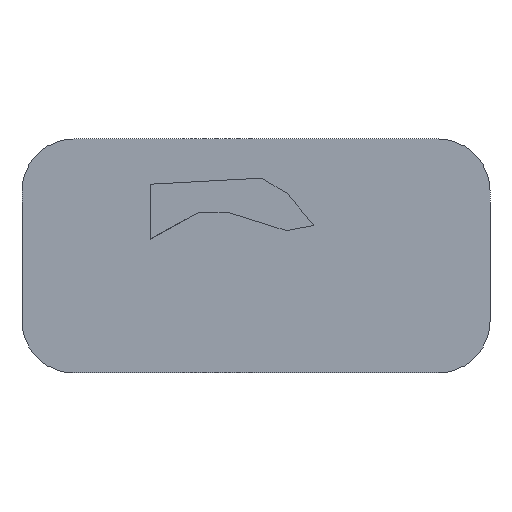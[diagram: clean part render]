
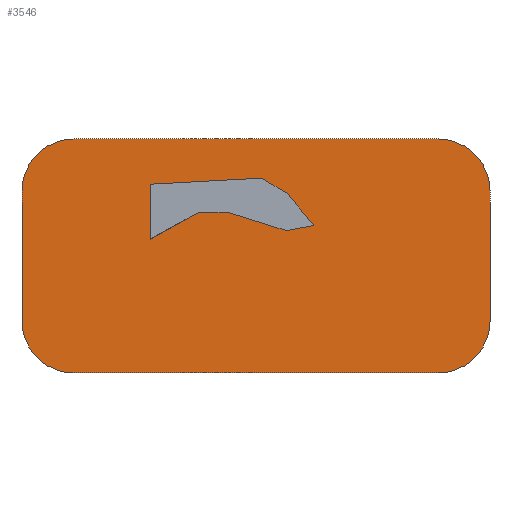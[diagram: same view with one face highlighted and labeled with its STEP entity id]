
A CAD part, front view. The second image highlights one B-rep face of the part: STEP entity #3546.
In plain terms, the highlighted planar face has unit normal (0, -1, 0).
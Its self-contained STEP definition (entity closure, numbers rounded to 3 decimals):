
#16=FACE_BOUND('',#458,.T.);
#105=PLANE('',#3909);
#279=FACE_OUTER_BOUND('',#457,.T.);
#457=EDGE_LOOP('',(#3025,#3026,#3027,#3028,#3029,#3030,#3031,#3032));
#458=EDGE_LOOP('',(#3033,#3034,#3035,#3036,#3037,#3038,#3039,#3040));
#581=CIRCLE('',#3898,1.);
#582=CIRCLE('',#3901,1.);
#583=CIRCLE('',#3904,1.);
#584=CIRCLE('',#3907,1.);
#731=LINE('',#5217,#1102);
#758=LINE('',#5318,#1129);
#838=LINE('',#5626,#1209);
#842=LINE('',#5634,#1213);
#845=LINE('',#5639,#1216);
#928=LINE('',#5824,#1299);
#931=LINE('',#5832,#1302);
#934=LINE('',#5840,#1305);
#936=LINE('',#5846,#1307);
#937=LINE('',#5849,#1308);
#938=LINE('',#5851,#1309);
#939=LINE('',#5852,#1310);
#1102=VECTOR('',#4148,10.);
#1129=VECTOR('',#4245,10.);
#1209=VECTOR('',#4575,10.);
#1213=VECTOR('',#4581,10.);
#1216=VECTOR('',#4586,10.);
#1299=VECTOR('',#4729,10.);
#1302=VECTOR('',#4738,10.);
#1305=VECTOR('',#4747,10.);
#1307=VECTOR('',#4755,10.);
#1308=VECTOR('',#4758,10.);
#1309=VECTOR('',#4759,10.);
#1310=VECTOR('',#4760,10.);
#1517=VERTEX_POINT('',#5214);
#1518=VERTEX_POINT('',#5216);
#1557=VERTEX_POINT('',#5316);
#1659=VERTEX_POINT('',#5624);
#1660=VERTEX_POINT('',#5625);
#1663=VERTEX_POINT('',#5633);
#1734=VERTEX_POINT('',#5816);
#1735=VERTEX_POINT('',#5817);
#1736=VERTEX_POINT('',#5822);
#1737=VERTEX_POINT('',#5826);
#1738=VERTEX_POINT('',#5830);
#1739=VERTEX_POINT('',#5834);
#1740=VERTEX_POINT('',#5838);
#1741=VERTEX_POINT('',#5842);
#1742=VERTEX_POINT('',#5848);
#1743=VERTEX_POINT('',#5850);
#1886=EDGE_CURVE('',#1518,#1517,#731,.T.);
#1938=EDGE_CURVE('',#1517,#1557,#758,.T.);
#2094=EDGE_CURVE('',#1659,#1660,#838,.T.);
#2098=EDGE_CURVE('',#1660,#1663,#842,.T.);
#2101=EDGE_CURVE('',#1557,#1659,#845,.T.);
#2191=EDGE_CURVE('',#1734,#1735,#581,.T.);
#2195=EDGE_CURVE('',#1734,#1736,#928,.T.);
#2196=EDGE_CURVE('',#1737,#1736,#582,.T.);
#2199=EDGE_CURVE('',#1737,#1738,#931,.T.);
#2200=EDGE_CURVE('',#1739,#1738,#583,.T.);
#2203=EDGE_CURVE('',#1739,#1740,#934,.T.);
#2204=EDGE_CURVE('',#1741,#1740,#584,.T.);
#2206=EDGE_CURVE('',#1741,#1735,#936,.T.);
#2207=EDGE_CURVE('',#1742,#1518,#937,.T.);
#2208=EDGE_CURVE('',#1663,#1743,#938,.T.);
#2209=EDGE_CURVE('',#1743,#1742,#939,.T.);
#3025=ORIENTED_EDGE('',*,*,#2191,.F.);
#3026=ORIENTED_EDGE('',*,*,#2195,.T.);
#3027=ORIENTED_EDGE('',*,*,#2196,.F.);
#3028=ORIENTED_EDGE('',*,*,#2199,.T.);
#3029=ORIENTED_EDGE('',*,*,#2200,.F.);
#3030=ORIENTED_EDGE('',*,*,#2203,.T.);
#3031=ORIENTED_EDGE('',*,*,#2204,.F.);
#3032=ORIENTED_EDGE('',*,*,#2206,.T.);
#3033=ORIENTED_EDGE('',*,*,#2207,.T.);
#3034=ORIENTED_EDGE('',*,*,#1886,.T.);
#3035=ORIENTED_EDGE('',*,*,#1938,.T.);
#3036=ORIENTED_EDGE('',*,*,#2101,.T.);
#3037=ORIENTED_EDGE('',*,*,#2094,.T.);
#3038=ORIENTED_EDGE('',*,*,#2098,.T.);
#3039=ORIENTED_EDGE('',*,*,#2208,.T.);
#3040=ORIENTED_EDGE('',*,*,#2209,.T.);
#3546=ADVANCED_FACE('',(#279,#16),#105,.T.);
#3898=AXIS2_PLACEMENT_3D('',#5818,#4722,#4723);
#3901=AXIS2_PLACEMENT_3D('',#5827,#4732,#4733);
#3904=AXIS2_PLACEMENT_3D('',#5835,#4741,#4742);
#3907=AXIS2_PLACEMENT_3D('',#5843,#4750,#4751);
#3909=AXIS2_PLACEMENT_3D('',#5847,#4756,#4757);
#4148=DIRECTION('',(-0.874,0.,-0.486));
#4245=DIRECTION('',(0.,0.,1.));
#4575=DIRECTION('',(0.858,0.,-0.514));
#4581=DIRECTION('',(0.64,0.,-0.768));
#4586=DIRECTION('',(0.999,0.,0.054));
#4722=DIRECTION('center_axis',(0.,1.,0.));
#4723=DIRECTION('ref_axis',(0.707,0.,-0.707));
#4729=DIRECTION('',(0.,0.,1.));
#4732=DIRECTION('center_axis',(0.,1.,0.));
#4733=DIRECTION('ref_axis',(0.707,0.,0.707));
#4738=DIRECTION('',(-1.,0.,0.));
#4741=DIRECTION('center_axis',(0.,1.,0.));
#4742=DIRECTION('ref_axis',(-0.707,0.,0.707));
#4747=DIRECTION('',(0.,0.,-1.));
#4750=DIRECTION('center_axis',(0.,1.,0.));
#4751=DIRECTION('ref_axis',(-0.707,0.,-0.707));
#4755=DIRECTION('',(1.,0.,0.));
#4756=DIRECTION('center_axis',(0.,-1.,0.));
#4757=DIRECTION('ref_axis',(0.,0.,-1.));
#4758=DIRECTION('',(-1.,0.,0.));
#4759=DIRECTION('',(-0.984,0.,-0.177));
#4760=DIRECTION('',(-0.954,0.,0.299));
#5214=CARTESIAN_POINT('',(0.082,-8.,0.637));
#5216=CARTESIAN_POINT('',(1.006,-8.,1.15));
#5217=CARTESIAN_POINT('',(0.79,-8.,1.03));
#5316=CARTESIAN_POINT('',(0.082,-8.,1.693));
#5318=CARTESIAN_POINT('',(0.082,-8.,1.003));
#5624=CARTESIAN_POINT('',(2.223,-8.,1.81));
#5625=CARTESIAN_POINT('',(2.718,-8.,1.513));
#5626=CARTESIAN_POINT('',(2.761,-8.,1.487));
#5633=CARTESIAN_POINT('',(3.23,-8.,0.899));
#5634=CARTESIAN_POINT('',(3.145,-8.,1.));
#5639=CARTESIAN_POINT('',(2.128,-8.,1.805));
#5816=CARTESIAN_POINT('',(6.615,-8.,-0.937));
#5817=CARTESIAN_POINT('',(5.615,-8.,-1.937));
#5818=CARTESIAN_POINT('Origin',(5.615,-8.,-0.937));
#5822=CARTESIAN_POINT('',(6.615,-8.,1.563));
#5824=CARTESIAN_POINT('',(6.615,-8.,2.563));
#5826=CARTESIAN_POINT('',(5.615,-8.,2.563));
#5827=CARTESIAN_POINT('Origin',(5.615,-8.,1.563));
#5830=CARTESIAN_POINT('',(-1.385,-8.,2.563));
#5832=CARTESIAN_POINT('',(-2.385,-8.,2.563));
#5834=CARTESIAN_POINT('',(-2.385,-8.,1.563));
#5835=CARTESIAN_POINT('Origin',(-1.385,-8.,1.563));
#5838=CARTESIAN_POINT('',(-2.385,-8.,-0.937));
#5840=CARTESIAN_POINT('',(-2.385,-8.,-1.937));
#5842=CARTESIAN_POINT('',(-1.385,-8.,-1.937));
#5843=CARTESIAN_POINT('Origin',(-1.385,-8.,-0.937));
#5846=CARTESIAN_POINT('',(6.615,-8.,-1.937));
#5847=CARTESIAN_POINT('Origin',(2.115,-8.,0.313));
#5848=CARTESIAN_POINT('',(1.583,-8.,1.15));
#5849=CARTESIAN_POINT('',(1.56,-8.,1.15));
#5850=CARTESIAN_POINT('',(2.693,-8.,0.802));
#5851=CARTESIAN_POINT('',(2.371,-8.,0.744));
#5852=CARTESIAN_POINT('',(1.944,-8.,1.037));
